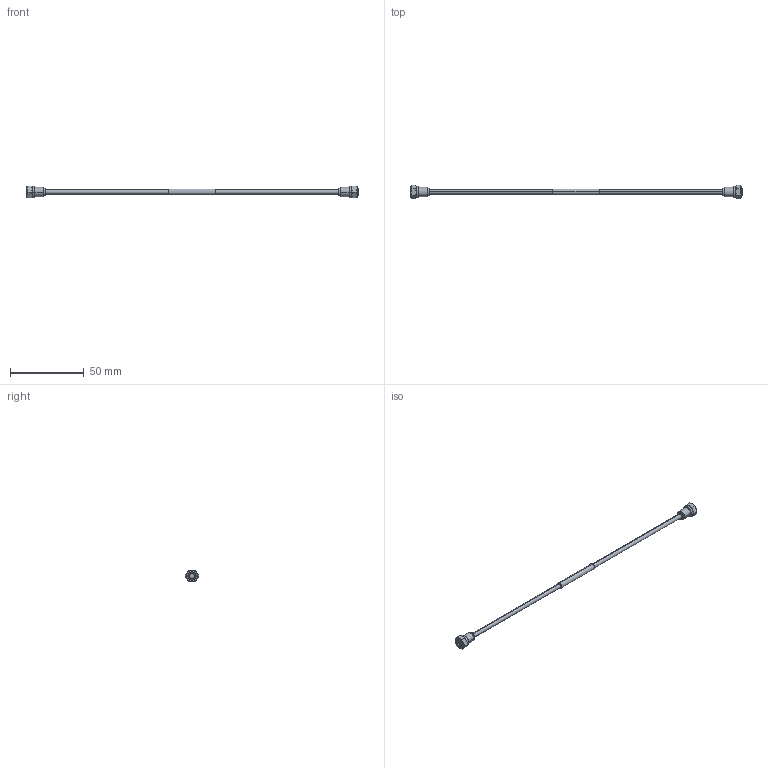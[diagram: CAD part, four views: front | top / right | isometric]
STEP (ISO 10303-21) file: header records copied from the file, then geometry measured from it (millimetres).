
FILE_DESCRIPTION (( 'STEP AP214' ), '1' );
FILE_NAME ('FMCA100187_3D.step', '2024-09-19T15:57:50', ( '' ), ( '' ), 'SwSTEP 2.0', 'SolidWorks 2022', '' );
FILE_SCHEMA (( 'AUTOMOTIVE_DESIGN' ));
Length unit declared in the file: inch
Products named in the file (7): PE51747^FMCA100187; central label^FMCA100187_D_118; upload_k8300-0118(2)^PE51747_FMCA100187; K8300-0118^upload_k8300-0118(2)_PE51747_FMCA100187; K8300-0118-3^upload_k8300-0118(2)_PE51747_FMCA100187; FMCA100187_3D; PE-118SR^FMCA100187
Assembly tree (7 placements, depth 4):
  FMCA100187_3D
    PE-118SR^FMCA100187
    PE51747^FMCA100187  x2
      upload_k8300-0118(2)^PE51747_FMCA100187
        K8300-0118^upload_k8300-0118(2)_PE51747_FMCA100187
        K8300-0118-3^upload_k8300-0118(2)_PE51747_FMCA100187
    central label^FMCA100187_D_118
Bounding box: 225.1 x 9.24 x 8 mm (x, y, z)
Volume: 2543.5 mm3; surface area: 3883.1 mm2
Topology: 6 solids, 6 shells, 176 faces, 372 edges, 224 vertices
Faces by surface type: cone 86, cylinder 50, plane 40
Entity records: 2903 total; most frequent: CARTESIAN_POINT 586, DIRECTION 487, ORIENTED_EDGE 390, AXIS2_PLACEMENT_3D 211, EDGE_CURVE 195, VERTEX_POINT 118, CIRCLE 106, EDGE_LOOP 105
